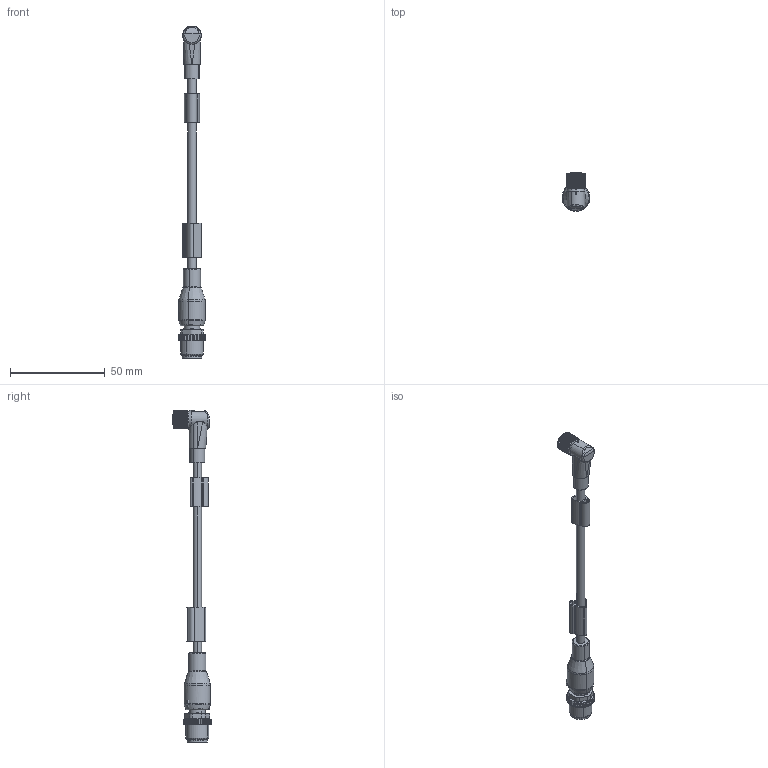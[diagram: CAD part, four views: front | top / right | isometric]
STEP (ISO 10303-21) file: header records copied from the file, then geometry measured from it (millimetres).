
FILE_DESCRIPTION(('CATIA V5 STEP Exchange','CAx-IF Rec.Pracs.--- Model Styling and Organization---1.4--- 2014-01-23'),'2;1');
FILE_NAME ('034212-2_0_9456670500_9456670500.stp','2022-12-12T11:41:58+00:00',('none'),('Weidmueller'),'CATIA Version 5-6 Release 2016 SP3 HF44','CATIA V5 STEP AP214','none');
FILE_SCHEMA(('AUTOMOTIVE_DESIGN { 1 0 10303 214 1 1 1 1 }'));
Length unit declared in the file: millimetre
Products named in the file (1): 9456670500
Bounding box: 14.6 x 20.16 x 174.75 mm (x, y, z)
Volume: 9469.4 mm3; surface area: 10364.4 mm2
Topology: 25 solids, 25 shells, 1369 faces, 3566 edges, 2288 vertices
Faces by surface type: plane 560, cylinder 477, cone 177, torus 117, bspline 24, sphere 12, revolution 2
Entity records: 41375 total; most frequent: CARTESIAN_POINT 11343, ORIENTED_EDGE 7060, DIRECTION 4564, EDGE_CURVE 3530, VERTEX_POINT 2288, AXIS2_PLACEMENT_3D 2259, EDGE_LOOP 1492, VECTOR 1390
